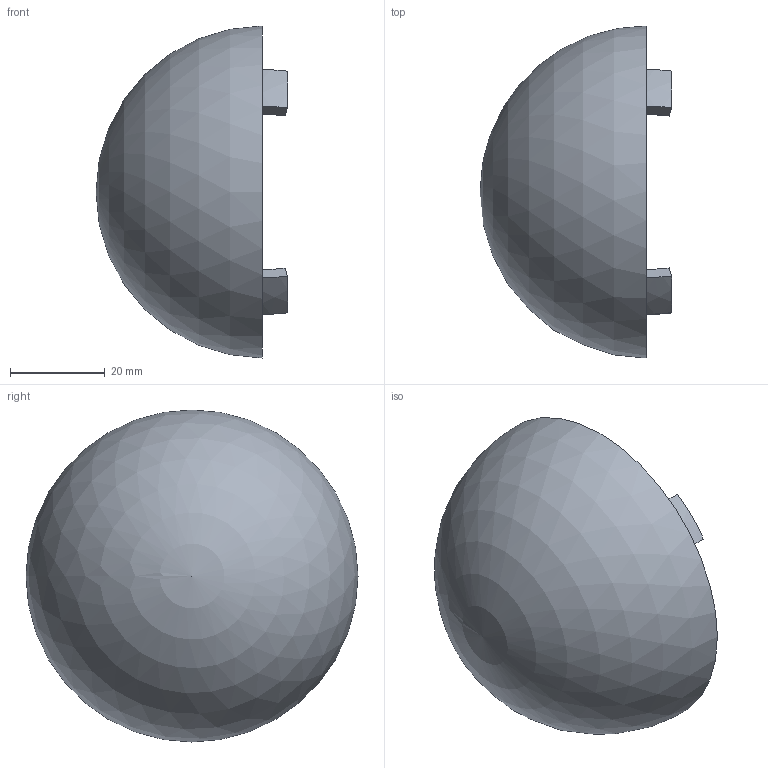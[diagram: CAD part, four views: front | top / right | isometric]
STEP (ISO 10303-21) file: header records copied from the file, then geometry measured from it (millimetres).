
FILE_DESCRIPTION(/* description */ (''),/* implementation_level */ '2;1');
FILE_NAME(/* name */ 'New Sphere v1.step',/* time_stamp */ '2018-10-23T15:17:40+01:00',/* author */ ('charles.freestone'),/* organization */ (''),/* preprocessor_version */ 'ST-DEVELOPER v17.2',/* originating_system */ 'Autodesk Translation Framework v7.6.0.251',/* authorisation */ '');
FILE_SCHEMA (('AUTOMOTIVE_DESIGN { 1 0 10303 214 3 1 1 }'));
Length unit declared in the file: millimetre
Products named in the file (1): New Sphere
Bounding box: 40.46 x 70 x 70 mm (x, y, z)
Volume: 56956.7 mm3; surface area: 14664.5 mm2
Topology: 1 solids, 1 shells, 43 faces, 104 edges, 70 vertices
Faces by surface type: sphere 18, cone 16, plane 9
Entity records: 1327 total; most frequent: DIRECTION 260, CARTESIAN_POINT 216, ORIENTED_EDGE 204, AXIS2_PLACEMENT_3D 114, EDGE_CURVE 102, CIRCLE 70, VERTEX_POINT 70, EDGE_LOOP 52
